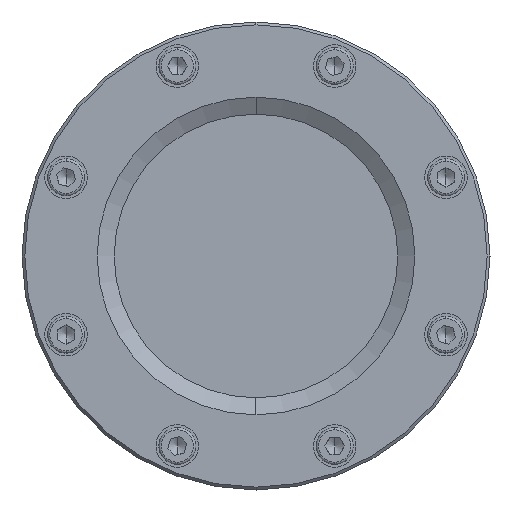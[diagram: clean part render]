
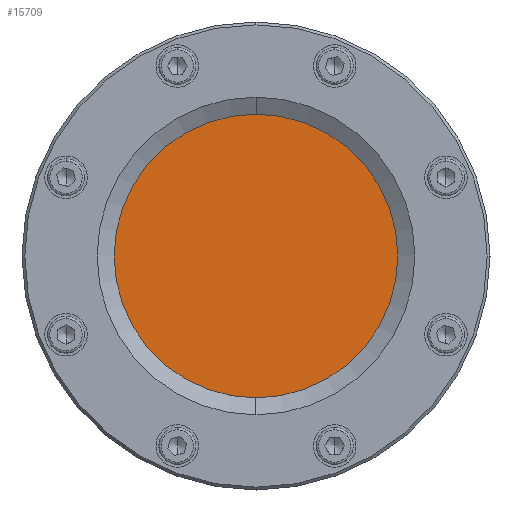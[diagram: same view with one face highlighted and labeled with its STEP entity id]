
A CAD part, left-side view. The second image highlights one B-rep face of the part: STEP entity #15709.
In plain terms, the highlighted planar face has unit normal (-1, 0, 0).
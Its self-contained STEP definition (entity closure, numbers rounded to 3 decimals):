
#783 = CARTESIAN_POINT ( 'NONE',  ( 7., 0., 50. ) ) ;
#886 = DIRECTION ( 'NONE',  ( 0., 0., 1. ) ) ;
#2858 = ORIENTED_EDGE ( 'NONE', *, *, #17426, .T. ) ;
#3777 = ORIENTED_EDGE ( 'NONE', *, *, #21422, .T. ) ;
#5923 = CARTESIAN_POINT ( 'NONE',  ( 7., 0., 0. ) ) ;
#8006 = FACE_OUTER_BOUND ( 'NONE', #18339, .T. ) ;
#8042 = DIRECTION ( 'NONE',  ( 0., 0., -1. ) ) ;
#11063 = AXIS2_PLACEMENT_3D ( 'NONE', #17682, #13518, #886 ) ;
#11394 = DIRECTION ( 'NONE',  ( -1., 0., 0. ) ) ;
#11398 = PLANE ( 'NONE',  #11063 ) ;
#13518 = DIRECTION ( 'NONE',  ( -1., 0., 0. ) ) ;
#13862 = CIRCLE ( 'NONE', #14452, 50. ) ;
#14452 = AXIS2_PLACEMENT_3D ( 'NONE', #5923, #20721, #8042 ) ;
#15057 = CIRCLE ( 'NONE', #26810, 50. ) ;
#15709 = ADVANCED_FACE ( 'NONE', ( #8006 ), #11398, .T. ) ;
#17426 = EDGE_CURVE ( 'NONE', #20137, #18717, #13862, .T. ) ;
#17682 = CARTESIAN_POINT ( 'NONE',  ( 7., -0.085, 5.454 ) ) ;
#18339 = EDGE_LOOP ( 'NONE', ( #2858, #3777 ) ) ;
#18717 = VERTEX_POINT ( 'NONE', #783 ) ;
#20137 = VERTEX_POINT ( 'NONE', #27397 ) ;
#20721 = DIRECTION ( 'NONE',  ( -1., 0., 0. ) ) ;
#21422 = EDGE_CURVE ( 'NONE', #18717, #20137, #15057, .T. ) ;
#24062 = CARTESIAN_POINT ( 'NONE',  ( 7., 0., 0. ) ) ;
#26215 = DIRECTION ( 'NONE',  ( 0., 0., -1. ) ) ;
#26810 = AXIS2_PLACEMENT_3D ( 'NONE', #24062, #11394, #26215 ) ;
#27397 = CARTESIAN_POINT ( 'NONE',  ( 7., 0., -50. ) ) ;
